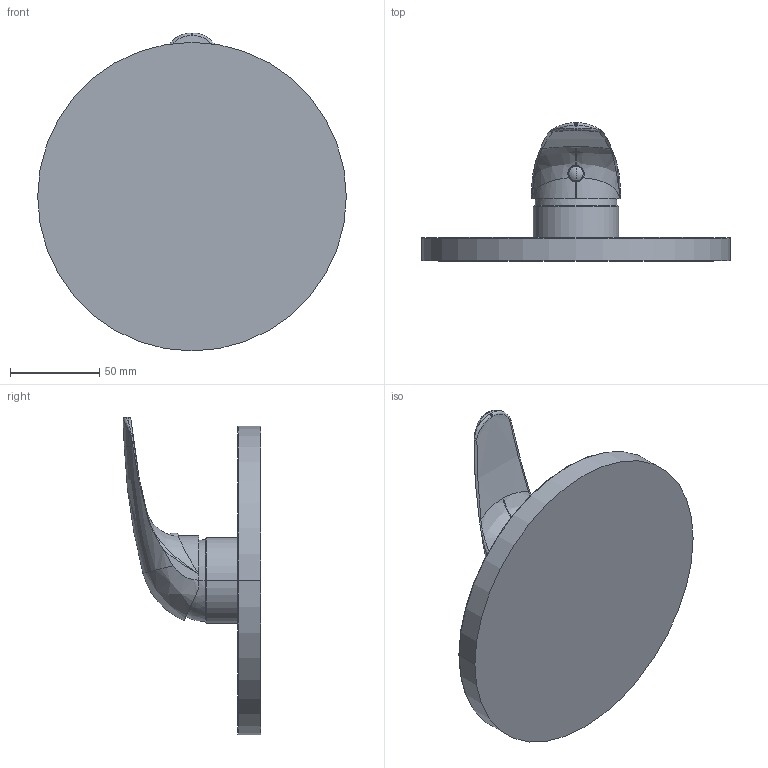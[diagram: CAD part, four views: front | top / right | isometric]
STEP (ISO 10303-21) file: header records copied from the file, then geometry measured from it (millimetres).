
FILE_DESCRIPTION((''),'2;1');
FILE_NAME('DUBOX010CR','2021-11-09T13:49:09',('ut3'),('PAFFONI SpA'),'CREO PARAMETRIC BY PTC INC, 2020044','CREO PARAMETRIC BY PTC INC, 2020044','');
FILE_SCHEMA(('CONFIG_CONTROL_DESIGN','SHAPE_APPEARANCE_LAYERS_GROUPS'));
Length unit declared in the file: millimetre
Products named in the file (1): DUBOX010CR
Bounding box: 173 x 77.22 x 178.17 mm (x, y, z)
Volume: 354297.5 mm3; surface area: 77428.2 mm2
Topology: 2 solids, 2 shells, 117 faces, 304 edges, 188 vertices
Faces by surface type: cylinder 38, plane 33, bspline 20, cone 14, torus 6, sphere 6
Entity records: 6066 total; most frequent: CARTESIAN_POINT 2455, ORIENTED_EDGE 600, DIRECTION 538, EDGE_CURVE 300, AXIS2_PLACEMENT_3D 217, VERTEX_POINT 188, EDGE_LOOP 128, CIRCLE 120
